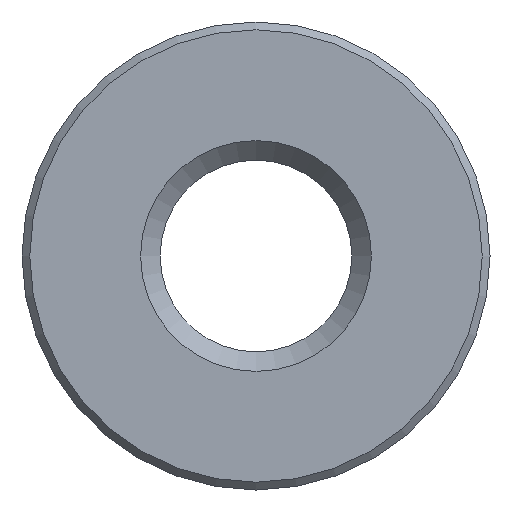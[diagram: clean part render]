
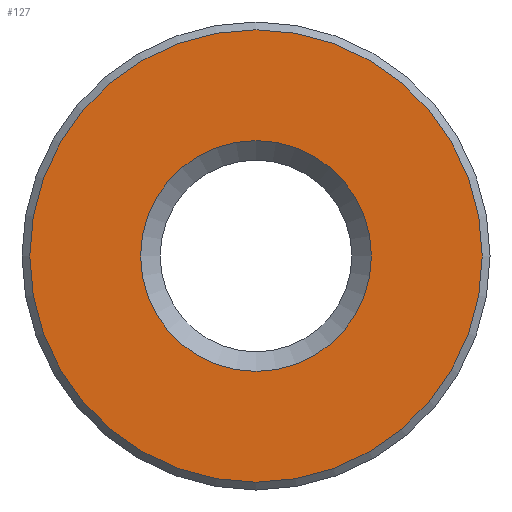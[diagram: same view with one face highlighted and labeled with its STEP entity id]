
A CAD part, front view. The second image highlights one B-rep face of the part: STEP entity #127.
In plain terms, the highlighted planar face has unit normal (0, -1, 0).
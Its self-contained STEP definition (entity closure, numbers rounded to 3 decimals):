
#15=PLANE('',#143);
#23=FACE_BOUND('',#48,.T.);
#34=FACE_OUTER_BOUND('',#47,.T.);
#47=EDGE_LOOP('',(#102));
#48=EDGE_LOOP('',(#103));
#66=CIRCLE('',#140,2.959);
#68=CIRCLE('',#144,5.8);
#77=VERTEX_POINT('',#210);
#79=VERTEX_POINT('',#216);
#88=EDGE_CURVE('',#77,#77,#66,.T.);
#90=EDGE_CURVE('',#79,#79,#68,.T.);
#102=ORIENTED_EDGE('',*,*,#90,.F.);
#103=ORIENTED_EDGE('',*,*,#88,.F.);
#127=ADVANCED_FACE('',(#34,#23),#15,.T.);
#140=AXIS2_PLACEMENT_3D('',#211,#166,#167);
#143=AXIS2_PLACEMENT_3D('',#215,#172,#173);
#144=AXIS2_PLACEMENT_3D('',#217,#174,#175);
#166=DIRECTION('center_axis',(0.,-1.,0.));
#167=DIRECTION('ref_axis',(-1.,0.,0.));
#172=DIRECTION('center_axis',(0.,-1.,0.));
#173=DIRECTION('ref_axis',(0.,0.,-1.));
#174=DIRECTION('center_axis',(0.,1.,0.));
#175=DIRECTION('ref_axis',(1.,0.,0.));
#210=CARTESIAN_POINT('',(2.959,0.,0.));
#211=CARTESIAN_POINT('Origin',(0.,0.,0.));
#215=CARTESIAN_POINT('Origin',(-3.,0.,0.));
#216=CARTESIAN_POINT('',(-5.8,0.,0.));
#217=CARTESIAN_POINT('Origin',(0.,0.,0.));
